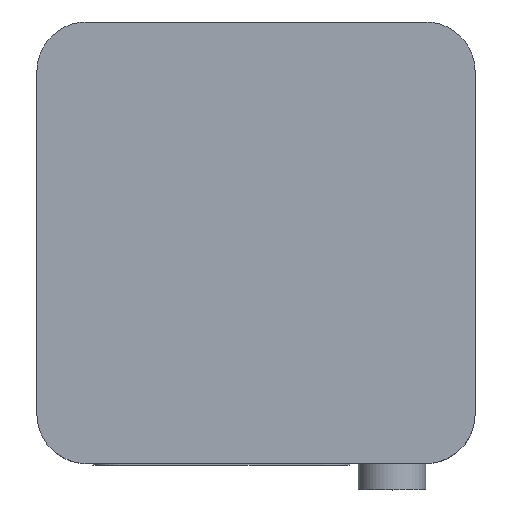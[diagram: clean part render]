
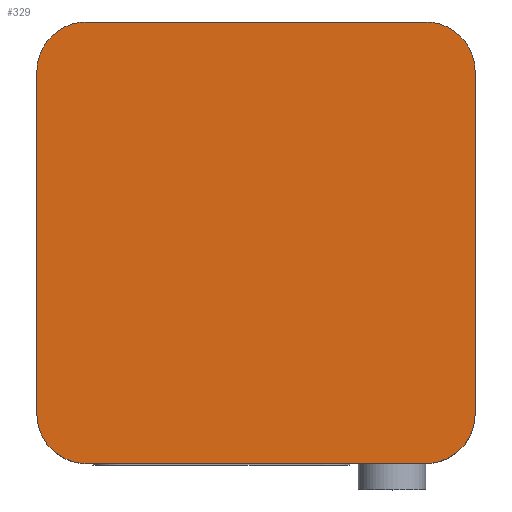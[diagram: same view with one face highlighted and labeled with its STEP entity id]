
A CAD part, top view. The second image highlights one B-rep face of the part: STEP entity #329.
In plain terms, the highlighted free-form (B-spline) face has degree [1, 1] with [2, 2] control points.
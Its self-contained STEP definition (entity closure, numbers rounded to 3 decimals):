
#89 = EDGE_CURVE('',#90,#92,#94,.T.);
#90 = VERTEX_POINT('',#91);
#91 = CARTESIAN_POINT('',(-54.429,-12.277,11.05
    ));
#92 = VERTEX_POINT('',#93);
#93 = CARTESIAN_POINT('',(-54.429,-97.399,11.05
    ));
#94 = B_SPLINE_CURVE_WITH_KNOTS('',1,(#95,#96),.UNSPECIFIED.,.F.,.F.,(2,
    2),(15.,119.),.PIECEWISE_BEZIER_KNOTS.);
#95 = CARTESIAN_POINT('',(-54.429,-12.277,11.05
    ));
#96 = CARTESIAN_POINT('',(-54.429,-97.399,11.05
    ));
#117 = EDGE_CURVE('',#90,#118,#120,.T.);
#118 = VERTEX_POINT('',#119);
#119 = CARTESIAN_POINT('',(-42.152,0.,
    11.05));
#120 = ( BOUNDED_CURVE() B_SPLINE_CURVE(2,(#121,#122,#123),
.UNSPECIFIED.,.F.,.F.) B_SPLINE_CURVE_WITH_KNOTS((3,3),(4.712,
6.283),.PIECEWISE_BEZIER_KNOTS.) CURVE() 
GEOMETRIC_REPRESENTATION_ITEM() RATIONAL_B_SPLINE_CURVE((1.,
0.707,1.)) REPRESENTATION_ITEM('') );
#121 = CARTESIAN_POINT('',(-54.429,-12.277,
    11.05));
#122 = CARTESIAN_POINT('',(-54.429,0.,
    11.05));
#123 = CARTESIAN_POINT('',(-42.152,0.,11.05));
#145 = VERTEX_POINT('',#146);
#146 = CARTESIAN_POINT('',(-42.152,-109.677,
    11.05));
#151 = EDGE_CURVE('',#92,#145,#152,.T.);
#152 = ( BOUNDED_CURVE() B_SPLINE_CURVE(2,(#153,#154,#155),
.UNSPECIFIED.,.F.,.F.) B_SPLINE_CURVE_WITH_KNOTS((3,3),(1.571,
3.142),.PIECEWISE_BEZIER_KNOTS.) CURVE() 
GEOMETRIC_REPRESENTATION_ITEM() RATIONAL_B_SPLINE_CURVE((1.,
0.707,1.)) REPRESENTATION_ITEM('') );
#153 = CARTESIAN_POINT('',(-54.429,-97.399,
    11.05));
#154 = CARTESIAN_POINT('',(-54.429,-109.677,
    11.05));
#155 = CARTESIAN_POINT('',(-42.152,-109.677,
    11.05));
#169 = EDGE_CURVE('',#170,#118,#172,.T.);
#170 = VERTEX_POINT('',#171);
#171 = CARTESIAN_POINT('',(42.152,0.,
    11.05));
#172 = B_SPLINE_CURVE_WITH_KNOTS('',1,(#173,#174),.UNSPECIFIED.,.F.,.F.,
  (2,2),(15.,118.),.PIECEWISE_BEZIER_KNOTS.);
#173 = CARTESIAN_POINT('',(42.152,0.,
    11.05));
#174 = CARTESIAN_POINT('',(-42.152,0.,
    11.05));
#191 = EDGE_CURVE('',#192,#145,#194,.T.);
#192 = VERTEX_POINT('',#193);
#193 = CARTESIAN_POINT('',(42.152,-109.677,
    11.05));
#194 = B_SPLINE_CURVE_WITH_KNOTS('',1,(#195,#196),.UNSPECIFIED.,.F.,.F.,
  (2,2),(15.,118.),.PIECEWISE_BEZIER_KNOTS.);
#195 = CARTESIAN_POINT('',(42.152,-109.677,
    11.05));
#196 = CARTESIAN_POINT('',(-42.152,-109.677,
    11.05));
#268 = EDGE_CURVE('',#269,#170,#271,.T.);
#269 = VERTEX_POINT('',#270);
#270 = CARTESIAN_POINT('',(54.429,-12.277,
    11.05));
#271 = ( BOUNDED_CURVE() B_SPLINE_CURVE(2,(#272,#273,#274),
.UNSPECIFIED.,.F.,.F.) B_SPLINE_CURVE_WITH_KNOTS((3,3),(1.571,
3.142),.PIECEWISE_BEZIER_KNOTS.) CURVE() 
GEOMETRIC_REPRESENTATION_ITEM() RATIONAL_B_SPLINE_CURVE((1.,
0.707,1.)) REPRESENTATION_ITEM('') );
#272 = CARTESIAN_POINT('',(54.429,-12.277,
    11.05));
#273 = CARTESIAN_POINT('',(54.429,0.,
    11.05));
#274 = CARTESIAN_POINT('',(42.152,0.,11.05));
#292 = VERTEX_POINT('',#293);
#293 = CARTESIAN_POINT('',(54.429,-97.399,
    11.05));
#298 = EDGE_CURVE('',#292,#192,#299,.T.);
#299 = ( BOUNDED_CURVE() B_SPLINE_CURVE(2,(#300,#301,#302),
.UNSPECIFIED.,.F.,.F.) B_SPLINE_CURVE_WITH_KNOTS((3,3),(4.712,
6.283),.PIECEWISE_BEZIER_KNOTS.) CURVE() 
GEOMETRIC_REPRESENTATION_ITEM() RATIONAL_B_SPLINE_CURVE((1.,
0.707,1.)) REPRESENTATION_ITEM('') );
#300 = CARTESIAN_POINT('',(54.429,-97.399,
    11.05));
#301 = CARTESIAN_POINT('',(54.429,-109.677,
    11.05));
#302 = CARTESIAN_POINT('',(42.152,-109.677,
    11.05));
#319 = EDGE_CURVE('',#269,#292,#320,.T.);
#320 = B_SPLINE_CURVE_WITH_KNOTS('',1,(#321,#322),.UNSPECIFIED.,.F.,.F.,
  (2,2),(15.,119.),.PIECEWISE_BEZIER_KNOTS.);
#321 = CARTESIAN_POINT('',(54.429,-12.277,
    11.05));
#322 = CARTESIAN_POINT('',(54.429,-97.399,
    11.05));
#329 = ADVANCED_FACE('',(#330),#340,.F.);
#330 = FACE_BOUND('',#331,.F.);
#331 = EDGE_LOOP('',(#332,#333,#334,#335,#336,#337,#338,#339));
#332 = ORIENTED_EDGE('',*,*,#319,.T.);
#333 = ORIENTED_EDGE('',*,*,#298,.T.);
#334 = ORIENTED_EDGE('',*,*,#191,.T.);
#335 = ORIENTED_EDGE('',*,*,#151,.F.);
#336 = ORIENTED_EDGE('',*,*,#89,.F.);
#337 = ORIENTED_EDGE('',*,*,#117,.T.);
#338 = ORIENTED_EDGE('',*,*,#169,.F.);
#339 = ORIENTED_EDGE('',*,*,#268,.F.);
#340 = B_SPLINE_SURFACE_WITH_KNOTS('',1,1,(
    (#341,#342)
    ,(#343,#344
    )),.UNSPECIFIED.,.F.,.F.,.F.,(2,2),(2,2),(0.,133.),(-134.,0.),
  .PIECEWISE_BEZIER_KNOTS.);
#341 = CARTESIAN_POINT('',(54.429,-109.677,
    11.05));
#342 = CARTESIAN_POINT('',(54.429,0.,
    11.05));
#343 = CARTESIAN_POINT('',(-54.429,-109.677,
    11.05));
#344 = CARTESIAN_POINT('',(-54.429,0.,
    11.05));
